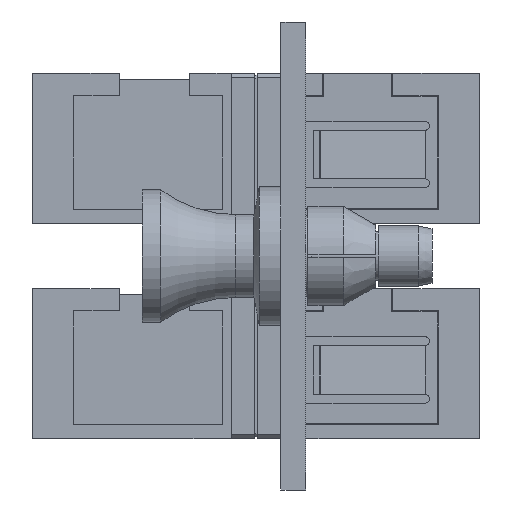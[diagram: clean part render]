
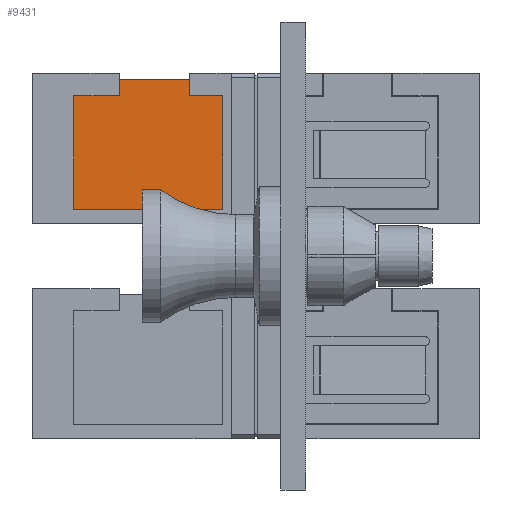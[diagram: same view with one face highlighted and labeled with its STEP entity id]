
A CAD part, left-side view. The second image highlights one B-rep face of the part: STEP entity #9431.
In plain terms, the highlighted face is planar.
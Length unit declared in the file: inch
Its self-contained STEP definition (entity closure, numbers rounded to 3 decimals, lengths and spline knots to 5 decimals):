
#182 = ORIENTED_EDGE ( 'NONE', *, *, #5430, .T. ) ;
#337 = VECTOR ( 'NONE', #1941, 39.37008 ) ;
#348 = PLANE ( 'NONE',  #5537 ) ;
#364 = LINE ( 'NONE', #5903, #6880 ) ;
#424 = DIRECTION ( 'NONE',  ( 0., 0., -1. ) ) ;
#439 = ORIENTED_EDGE ( 'NONE', *, *, #9758, .T. ) ;
#521 = DIRECTION ( 'NONE',  ( 0., 1., 0. ) ) ;
#672 = LINE ( 'NONE', #1469, #9527 ) ;
#855 = CARTESIAN_POINT ( 'NONE',  ( 0.486, -0.44, 0.1275 ) ) ;
#1029 = VECTOR ( 'NONE', #4066, 39.37008 ) ;
#1110 = EDGE_CURVE ( 'NONE', #4940, #8234, #3316, .T. ) ;
#1469 = CARTESIAN_POINT ( 'NONE',  ( 0.486, -0.08, 0.1275 ) ) ;
#1588 = EDGE_CURVE ( 'NONE', #5425, #3909, #6665, .T. ) ;
#1642 = LINE ( 'NONE', #6969, #337 ) ;
#1941 = DIRECTION ( 'NONE',  ( 0., 1., 0. ) ) ;
#1972 = VECTOR ( 'NONE', #3721, 39.37008 ) ;
#2479 = CARTESIAN_POINT ( 'NONE',  ( 0.486, -0.16, 0.1275 ) ) ;
#2538 = CARTESIAN_POINT ( 'NONE',  ( 0.486, -0.16, 0.1275 ) ) ;
#2778 = ORIENTED_EDGE ( 'NONE', *, *, #8576, .T. ) ;
#2784 = EDGE_CURVE ( 'NONE', #9150, #7628, #672, .T. ) ;
#3092 = ORIENTED_EDGE ( 'NONE', *, *, #3504, .T. ) ;
#3316 = LINE ( 'NONE', #5648, #8524 ) ;
#3504 = EDGE_CURVE ( 'NONE', #4940, #5425, #7669, .T. ) ;
#3554 = VECTOR ( 'NONE', #7593, 39.37008 ) ;
#3721 = DIRECTION ( 'NONE',  ( 0., -1., 0. ) ) ;
#3760 = CARTESIAN_POINT ( 'NONE',  ( 0.486, -0.44, 0.1275 ) ) ;
#3909 = VERTEX_POINT ( 'NONE', #4807 ) ;
#3939 = VERTEX_POINT ( 'NONE', #5633 ) ;
#4066 = DIRECTION ( 'NONE',  ( 0., 0., -1. ) ) ;
#4340 = LINE ( 'NONE', #2479, #3554 ) ;
#4544 = CARTESIAN_POINT ( 'NONE',  ( 0.486, -0.08, 0.1275 ) ) ;
#4655 = CARTESIAN_POINT ( 'NONE',  ( 0.486, -0.16, 0.1665 ) ) ;
#4807 = CARTESIAN_POINT ( 'NONE',  ( 0.486, -0.44, 0.1275 ) ) ;
#4855 = CARTESIAN_POINT ( 'NONE',  ( 0.486, -0.33, 0.1275 ) ) ;
#4940 = VERTEX_POINT ( 'NONE', #9837 ) ;
#5327 = VERTEX_POINT ( 'NONE', #2538 ) ;
#5425 = VERTEX_POINT ( 'NONE', #10217 ) ;
#5430 = EDGE_CURVE ( 'NONE', #3939, #9150, #1642, .T. ) ;
#5537 = AXIS2_PLACEMENT_3D ( 'NONE', #4544, #7076, #424 ) ;
#5591 = DIRECTION ( 'NONE',  ( 0., 0., 1. ) ) ;
#5633 = CARTESIAN_POINT ( 'NONE',  ( 0.486, -0.44, -0.1475 ) ) ;
#5648 = CARTESIAN_POINT ( 'NONE',  ( 0.486, -0.16, 0.1665 ) ) ;
#5828 = CARTESIAN_POINT ( 'NONE',  ( 0.486, -0.08, -0.1475 ) ) ;
#5845 = ORIENTED_EDGE ( 'NONE', *, *, #1588, .T. ) ;
#5903 = CARTESIAN_POINT ( 'NONE',  ( 0.486, -0.16, 0.1275 ) ) ;
#6501 = ORIENTED_EDGE ( 'NONE', *, *, #7446, .T. ) ;
#6523 = LINE ( 'NONE', #855, #8100 ) ;
#6665 = LINE ( 'NONE', #3760, #1972 ) ;
#6712 = DIRECTION ( 'NONE',  ( 0., 0., 1. ) ) ;
#6880 = VECTOR ( 'NONE', #6712, 39.37008 ) ;
#6969 = CARTESIAN_POINT ( 'NONE',  ( 0.486, -0.44, -0.1475 ) ) ;
#7076 = DIRECTION ( 'NONE',  ( -1., 0., 0. ) ) ;
#7101 = ORIENTED_EDGE ( 'NONE', *, *, #1110, .F. ) ;
#7446 = EDGE_CURVE ( 'NONE', #7628, #5327, #4340, .T. ) ;
#7593 = DIRECTION ( 'NONE',  ( 0., -1., 0. ) ) ;
#7628 = VERTEX_POINT ( 'NONE', #8588 ) ;
#7669 = LINE ( 'NONE', #4855, #1029 ) ;
#7855 = ORIENTED_EDGE ( 'NONE', *, *, #2784, .T. ) ;
#8100 = VECTOR ( 'NONE', #9182, 39.37008 ) ;
#8234 = VERTEX_POINT ( 'NONE', #4655 ) ;
#8327 = EDGE_LOOP ( 'NONE', ( #3092, #5845, #439, #182, #7855, #6501, #2778, #7101 ) ) ;
#8524 = VECTOR ( 'NONE', #521, 39.37008 ) ;
#8576 = EDGE_CURVE ( 'NONE', #5327, #8234, #364, .T. ) ;
#8588 = CARTESIAN_POINT ( 'NONE',  ( 0.486, -0.08, 0.1275 ) ) ;
#9150 = VERTEX_POINT ( 'NONE', #5828 ) ;
#9182 = DIRECTION ( 'NONE',  ( 0., 0., -1. ) ) ;
#9431 = ADVANCED_FACE ( 'NONE', ( #10201 ), #348, .F. ) ;
#9527 = VECTOR ( 'NONE', #5591, 39.37008 ) ;
#9758 = EDGE_CURVE ( 'NONE', #3909, #3939, #6523, .T. ) ;
#9837 = CARTESIAN_POINT ( 'NONE',  ( 0.486, -0.33, 0.1665 ) ) ;
#10201 = FACE_OUTER_BOUND ( 'NONE', #8327, .T. ) ;
#10217 = CARTESIAN_POINT ( 'NONE',  ( 0.486, -0.33, 0.1275 ) ) ;
